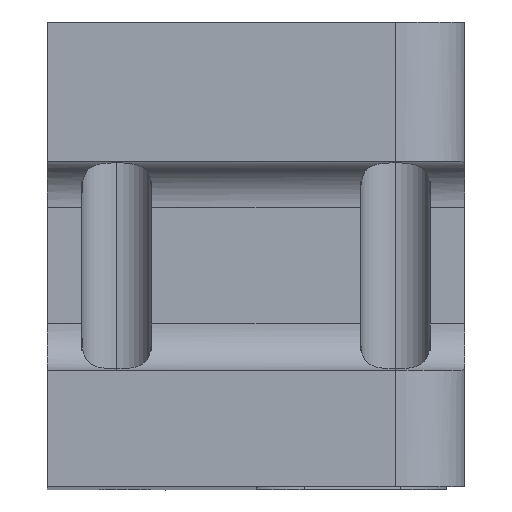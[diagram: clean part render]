
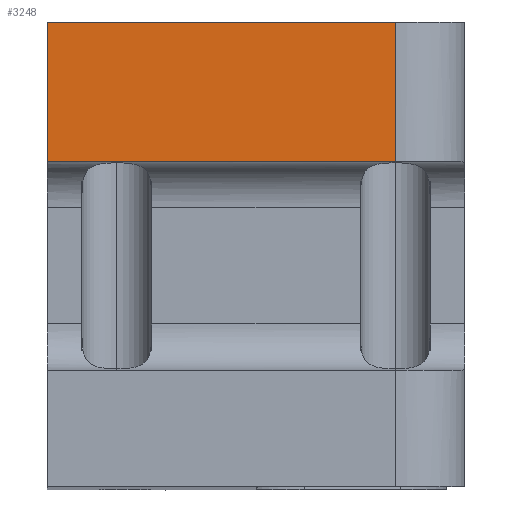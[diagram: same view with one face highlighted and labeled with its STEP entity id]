
A CAD part, top view. The second image highlights one B-rep face of the part: STEP entity #3248.
In plain terms, the highlighted planar face has unit normal (0, 0, 1).
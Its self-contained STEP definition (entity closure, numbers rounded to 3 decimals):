
#276 = EDGE_CURVE ( 'NONE', #2137, #3868, #1491, .T. ) ;
#424 = LINE ( 'NONE', #1623, #1548 ) ;
#515 = EDGE_CURVE ( 'NONE', #2112, #2745, #424, .T. ) ;
#546 = DIRECTION ( 'NONE',  ( -1., 0., 0. ) ) ;
#841 = VECTOR ( 'NONE', #2604, 1000. ) ;
#990 = EDGE_LOOP ( 'NONE', ( #2668, #1425, #4058, #3004 ) ) ;
#1143 = EDGE_CURVE ( 'NONE', #2137, #2745, #3686, .T. ) ;
#1425 = ORIENTED_EDGE ( 'NONE', *, *, #515, .F. ) ;
#1491 = LINE ( 'NONE', #3893, #841 ) ;
#1515 = CARTESIAN_POINT ( 'NONE',  ( 0., 10., 0. ) ) ;
#1517 = CARTESIAN_POINT ( 'NONE',  ( 0., 10., 0. ) ) ;
#1548 = VECTOR ( 'NONE', #2022, 1000. ) ;
#1623 = CARTESIAN_POINT ( 'NONE',  ( 23., 14., 0. ) ) ;
#1758 = CARTESIAN_POINT ( 'NONE',  ( 15., 14., 0. ) ) ;
#1846 = DIRECTION ( 'NONE',  ( 0., -1., 0. ) ) ;
#1890 = LINE ( 'NONE', #3659, #2053 ) ;
#1941 = AXIS2_PLACEMENT_3D ( 'NONE', #1515, #3179, #546 ) ;
#2022 = DIRECTION ( 'NONE',  ( -1., 0., 0. ) ) ;
#2053 = VECTOR ( 'NONE', #2292, 1000. ) ;
#2112 = VERTEX_POINT ( 'NONE', #1758 ) ;
#2137 = VERTEX_POINT ( 'NONE', #2426 ) ;
#2292 = DIRECTION ( 'NONE',  ( 0., -1., 0. ) ) ;
#2426 = CARTESIAN_POINT ( 'NONE',  ( 0., 20., 0. ) ) ;
#2534 = CARTESIAN_POINT ( 'NONE',  ( 0., 14., 0. ) ) ;
#2604 = DIRECTION ( 'NONE',  ( 1., 0., 0. ) ) ;
#2668 = ORIENTED_EDGE ( 'NONE', *, *, #1143, .T. ) ;
#2745 = VERTEX_POINT ( 'NONE', #2534 ) ;
#3004 = ORIENTED_EDGE ( 'NONE', *, *, #276, .F. ) ;
#3009 = VECTOR ( 'NONE', #1846, 1000. ) ;
#3045 = FACE_OUTER_BOUND ( 'NONE', #990, .T. ) ;
#3179 = DIRECTION ( 'NONE',  ( 0., 0., -1. ) ) ;
#3207 = PLANE ( 'NONE',  #1941 ) ;
#3248 = ADVANCED_FACE ( 'NONE', ( #3045 ), #3207, .F. ) ;
#3659 = CARTESIAN_POINT ( 'NONE',  ( 15., 10., 0. ) ) ;
#3686 = LINE ( 'NONE', #1517, #3009 ) ;
#3868 = VERTEX_POINT ( 'NONE', #4091 ) ;
#3893 = CARTESIAN_POINT ( 'NONE',  ( 0., 20., 0. ) ) ;
#4058 = ORIENTED_EDGE ( 'NONE', *, *, #4178, .F. ) ;
#4091 = CARTESIAN_POINT ( 'NONE',  ( 15., 20., 0. ) ) ;
#4178 = EDGE_CURVE ( 'NONE', #3868, #2112, #1890, .T. ) ;
